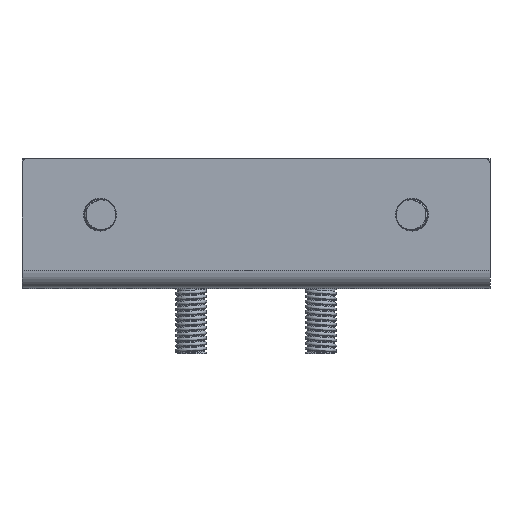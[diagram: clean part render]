
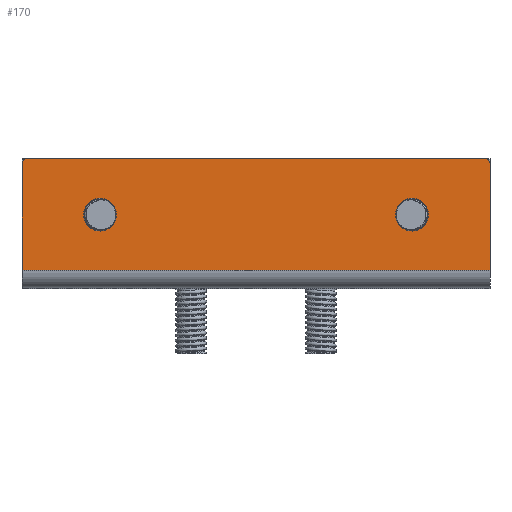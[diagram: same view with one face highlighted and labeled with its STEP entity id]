
A CAD part, left-side view. The second image highlights one B-rep face of the part: STEP entity #170.
In plain terms, the highlighted planar face has unit normal (-1, 0, 0).
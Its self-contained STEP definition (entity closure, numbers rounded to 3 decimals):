
#44=FACE_BOUND('',#551,.T.);
#45=FACE_BOUND('',#552,.T.);
#170=ADVANCED_FACE('',(#358,#44,#45),#3153,.T.);
#358=FACE_OUTER_BOUND('',#550,.T.);
#550=EDGE_LOOP('',(#1294,#1295,#1296,#1297,#1298,#1299));
#551=EDGE_LOOP('',(#1300,#1301));
#552=EDGE_LOOP('',(#1302,#1303));
#1294=ORIENTED_EDGE('',*,*,#1998,.T.);
#1295=ORIENTED_EDGE('',*,*,#2075,.T.);
#1296=ORIENTED_EDGE('',*,*,#1999,.F.);
#1297=ORIENTED_EDGE('',*,*,#1995,.F.);
#1298=ORIENTED_EDGE('',*,*,#1997,.T.);
#1299=ORIENTED_EDGE('',*,*,#2078,.T.);
#1300=ORIENTED_EDGE('',*,*,#2068,.T.);
#1301=ORIENTED_EDGE('',*,*,#2081,.T.);
#1302=ORIENTED_EDGE('',*,*,#2071,.T.);
#1303=ORIENTED_EDGE('',*,*,#2084,.T.);
#1995=EDGE_CURVE('',#3010,#3011,#2570,.T.);
#1997=EDGE_CURVE('',#3010,#3062,#2371,.T.);
#1998=EDGE_CURVE('',#3063,#3058,#2372,.T.);
#1999=EDGE_CURVE('',#3011,#3059,#2373,.T.);
#2068=EDGE_CURVE('',#3054,#3066,#2680,.T.);
#2071=EDGE_CURVE('',#3056,#3068,#2682,.T.);
#2075=EDGE_CURVE('',#3058,#3059,#2684,.T.);
#2078=EDGE_CURVE('',#3062,#3063,#2686,.T.);
#2081=EDGE_CURVE('',#3066,#3054,#2688,.T.);
#2084=EDGE_CURVE('',#3068,#3056,#2690,.T.);
#2371=B_SPLINE_CURVE_WITH_KNOTS('',1,(#32220,#32221),.UNSPECIFIED.,.F.,
 .F.,(2,2),(-237.499,-216.999),.UNSPECIFIED.);
#2372=B_SPLINE_CURVE_WITH_KNOTS('',1,(#32222,#32223),.UNSPECIFIED.,.F.,
 .F.,(2,2),(1.,89.),.UNSPECIFIED.);
#2373=B_SPLINE_CURVE_WITH_KNOTS('',1,(#32224,#32225),.UNSPECIFIED.,.F.,
 .F.,(2,2),(-237.499,-216.999),.UNSPECIFIED.);
#2570=(
BOUNDED_CURVE()
B_SPLINE_CURVE(1,(#32215,#32216),.UNSPECIFIED.,.F.,.F.)
B_SPLINE_CURVE_WITH_KNOTS((2,2),(0.,90.),.UNSPECIFIED.)
CURVE()
GEOMETRIC_REPRESENTATION_ITEM()
RATIONAL_B_SPLINE_CURVE((1.,1.))
REPRESENTATION_ITEM('')
);
#2680=TRIMMED_CURVE($,#2768,(#32385),(#32386),.T.,.CARTESIAN.);
#2682=TRIMMED_CURVE($,#2770,(#32393),(#32394),.T.,.CARTESIAN.);
#2684=TRIMMED_CURVE($,#2772,(#32403),(#32404),.T.,.CARTESIAN.);
#2686=TRIMMED_CURVE($,#2774,(#32411),(#32412),.T.,.CARTESIAN.);
#2688=TRIMMED_CURVE($,#2776,(#32419),(#32420),.T.,.CARTESIAN.);
#2690=TRIMMED_CURVE($,#2778,(#32427),(#32428),.T.,.CARTESIAN.);
#2768=CIRCLE('',#3597,3.15);
#2770=CIRCLE('',#3599,3.15);
#2772=CIRCLE('',#3601,1.);
#2774=CIRCLE('',#3603,1.);
#2776=CIRCLE('',#3605,3.15);
#2778=CIRCLE('',#3607,3.15);
#3010=VERTEX_POINT('',#32144);
#3011=VERTEX_POINT('',#32145);
#3054=VERTEX_POINT('',#32188);
#3056=VERTEX_POINT('',#32190);
#3058=VERTEX_POINT('',#32192);
#3059=VERTEX_POINT('',#32193);
#3062=VERTEX_POINT('',#32196);
#3063=VERTEX_POINT('',#32197);
#3066=VERTEX_POINT('',#32200);
#3068=VERTEX_POINT('',#32202);
#3153=PLANE('',#3542);
#3542=AXIS2_PLACEMENT_3D('',#32109,#3846,$);
#3597=AXIS2_PLACEMENT_3D($,#32384,#3925,#3926);
#3599=AXIS2_PLACEMENT_3D($,#32392,#3929,#3930);
#3601=AXIS2_PLACEMENT_3D($,#32402,#3933,#3934);
#3603=AXIS2_PLACEMENT_3D($,#32410,#3937,#3938);
#3605=AXIS2_PLACEMENT_3D($,#32418,#3941,#3942);
#3607=AXIS2_PLACEMENT_3D($,#32426,#3945,#3946);
#3846=DIRECTION('',(-1.,0.,0.));
#3925=DIRECTION('',(1.,0.,0.));
#3926=DIRECTION('',(0.,-1.,0.));
#3929=DIRECTION('',(1.,0.,0.));
#3930=DIRECTION('',(0.,1.,0.));
#3933=DIRECTION('',(-1.,0.,0.));
#3934=DIRECTION('',(0.,0.,1.));
#3937=DIRECTION('',(-1.,0.,0.));
#3938=DIRECTION('',(0.,-1.,0.));
#3941=DIRECTION('',(1.,0.,0.));
#3942=DIRECTION('',(0.,1.,0.));
#3945=DIRECTION('',(1.,0.,0.));
#3946=DIRECTION('',(0.,-1.,0.));
#32109=CARTESIAN_POINT('',(54.858,0.,40.846));
#32144=CARTESIAN_POINT('',(54.858,0.,40.846));
#32145=CARTESIAN_POINT('',(54.858,90.,40.846));
#32188=CARTESIAN_POINT('',(54.858,11.85,51.546));
#32190=CARTESIAN_POINT('',(54.858,78.15,51.546));
#32192=CARTESIAN_POINT('',(54.858,89.,62.346));
#32193=CARTESIAN_POINT('',(54.858,90.,61.346));
#32196=CARTESIAN_POINT('',(54.858,0.,61.346));
#32197=CARTESIAN_POINT('',(54.858,1.,62.346));
#32200=CARTESIAN_POINT('',(54.858,18.15,51.546));
#32202=CARTESIAN_POINT('',(54.858,71.85,51.546));
#32215=CARTESIAN_POINT('',(54.858,0.,40.846));
#32216=CARTESIAN_POINT('',(54.858,90.,40.846));
#32220=CARTESIAN_POINT('',(54.858,0.,40.846));
#32221=CARTESIAN_POINT('',(54.858,0.,61.346));
#32222=CARTESIAN_POINT('',(54.858,1.,62.346));
#32223=CARTESIAN_POINT('',(54.858,89.,62.346));
#32224=CARTESIAN_POINT('',(54.858,90.,40.846));
#32225=CARTESIAN_POINT('',(54.858,90.,61.346));
#32384=CARTESIAN_POINT('',(54.858,15.,51.546));
#32385=CARTESIAN_POINT('',(54.858,11.85,51.546));
#32386=CARTESIAN_POINT('',(54.858,18.15,51.546));
#32392=CARTESIAN_POINT('',(54.858,75.,51.546));
#32393=CARTESIAN_POINT('',(54.858,78.15,51.546));
#32394=CARTESIAN_POINT('',(54.858,71.85,51.546));
#32402=CARTESIAN_POINT('',(54.858,89.,61.346));
#32403=CARTESIAN_POINT('',(54.858,89.,62.346));
#32404=CARTESIAN_POINT('',(54.858,90.,61.346));
#32410=CARTESIAN_POINT('',(54.858,1.,61.346));
#32411=CARTESIAN_POINT('',(54.858,0.,61.346));
#32412=CARTESIAN_POINT('',(54.858,1.,62.346));
#32418=CARTESIAN_POINT('',(54.858,15.,51.546));
#32419=CARTESIAN_POINT('',(54.858,18.15,51.546));
#32420=CARTESIAN_POINT('',(54.858,11.85,51.546));
#32426=CARTESIAN_POINT('',(54.858,75.,51.546));
#32427=CARTESIAN_POINT('',(54.858,71.85,51.546));
#32428=CARTESIAN_POINT('',(54.858,78.15,51.546));
